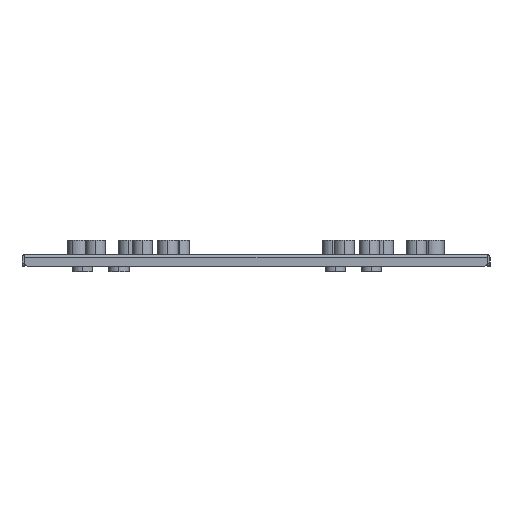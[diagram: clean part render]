
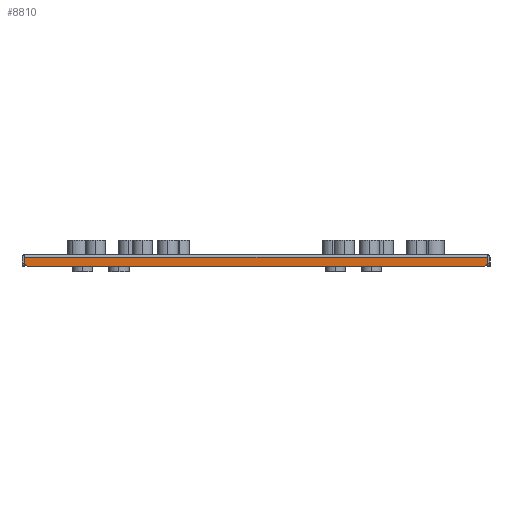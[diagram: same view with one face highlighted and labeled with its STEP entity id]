
A CAD part, left-side view. The second image highlights one B-rep face of the part: STEP entity #8810.
In plain terms, the highlighted planar face has unit normal (-1, 0, 0).
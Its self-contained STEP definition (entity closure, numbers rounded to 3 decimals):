
#65 = AXIS2_PLACEMENT_3D ( 'NONE', #15285, #3744, #12320 ) ;
#259 = CARTESIAN_POINT ( 'NONE',  ( -135., 80., 2.5 ) ) ;
#373 = CIRCLE ( 'NONE', #65, 1. ) ;
#500 = LINE ( 'NONE', #12417, #13142 ) ;
#1250 = CARTESIAN_POINT ( 'NONE',  ( -135., 80., 1.5 ) ) ;
#1254 = ORIENTED_EDGE ( 'NONE', *, *, #9368, .F. ) ;
#2008 = CARTESIAN_POINT ( 'NONE',  ( -135., -80., 2.5 ) ) ;
#2952 = EDGE_CURVE ( 'NONE', #7324, #4260, #9462, .T. ) ;
#3126 = AXIS2_PLACEMENT_3D ( 'NONE', #17564, #5869, #11652 ) ;
#3135 = CARTESIAN_POINT ( 'NONE',  ( -135., 80., 2.5 ) ) ;
#3473 = ORIENTED_EDGE ( 'NONE', *, *, #8291, .T. ) ;
#3744 = DIRECTION ( 'NONE',  ( -1., 0., 0. ) ) ;
#3775 = CARTESIAN_POINT ( 'NONE',  ( -135., 80., 4.5 ) ) ;
#4191 = ORIENTED_EDGE ( 'NONE', *, *, #10620, .T. ) ;
#4260 = VERTEX_POINT ( 'NONE', #7029 ) ;
#4906 = DIRECTION ( 'NONE',  ( 0., -1., 0. ) ) ;
#5654 = DIRECTION ( 'NONE',  ( 0., 0., 1. ) ) ;
#5869 = DIRECTION ( 'NONE',  ( -1., 0., 0. ) ) ;
#6674 = VERTEX_POINT ( 'NONE', #3135 ) ;
#6806 = CIRCLE ( 'NONE', #3126, 1. ) ;
#7029 = CARTESIAN_POINT ( 'NONE',  ( -135., -80., 4.5 ) ) ;
#7302 = VERTEX_POINT ( 'NONE', #3775 ) ;
#7324 = VERTEX_POINT ( 'NONE', #9876 ) ;
#7492 = EDGE_CURVE ( 'NONE', #7302, #4260, #500, .T. ) ;
#7518 = EDGE_CURVE ( 'NONE', #12529, #7324, #373, .T. ) ;
#7853 = DIRECTION ( 'NONE',  ( 0., 0., 1. ) ) ;
#8130 = LINE ( 'NONE', #13918, #12367 ) ;
#8291 = EDGE_CURVE ( 'NONE', #6674, #18830, #6806, .T. ) ;
#8495 = CARTESIAN_POINT ( 'NONE',  ( -135., 79., 1.5 ) ) ;
#8802 = PLANE ( 'NONE',  #13845 ) ;
#8810 = ADVANCED_FACE ( 'NONE', ( #16021 ), #8802, .T. ) ;
#9368 = EDGE_CURVE ( 'NONE', #6674, #7302, #16185, .T. ) ;
#9462 = LINE ( 'NONE', #2008, #9683 ) ;
#9683 = VECTOR ( 'NONE', #7853, 1000. ) ;
#9876 = CARTESIAN_POINT ( 'NONE',  ( -135., -80., 2.5 ) ) ;
#10375 = DIRECTION ( 'NONE',  ( 0., 0., 1. ) ) ;
#10620 = EDGE_CURVE ( 'NONE', #18830, #12529, #8130, .T. ) ;
#11116 = VECTOR ( 'NONE', #10375, 1000. ) ;
#11652 = DIRECTION ( 'NONE',  ( 0., 1., 0. ) ) ;
#12320 = DIRECTION ( 'NONE',  ( 0., 0., -1. ) ) ;
#12367 = VECTOR ( 'NONE', #13821, 1000. ) ;
#12417 = CARTESIAN_POINT ( 'NONE',  ( -135., 80., 4.5 ) ) ;
#12529 = VERTEX_POINT ( 'NONE', #15386 ) ;
#13142 = VECTOR ( 'NONE', #4906, 1000. ) ;
#13821 = DIRECTION ( 'NONE',  ( 0., -1., 0. ) ) ;
#13845 = AXIS2_PLACEMENT_3D ( 'NONE', #1250, #18695, #5654 ) ;
#13918 = CARTESIAN_POINT ( 'NONE',  ( -135., 79., 1.5 ) ) ;
#14344 = ORIENTED_EDGE ( 'NONE', *, *, #7492, .F. ) ;
#15073 = ORIENTED_EDGE ( 'NONE', *, *, #7518, .T. ) ;
#15285 = CARTESIAN_POINT ( 'NONE',  ( -135., -79., 2.5 ) ) ;
#15386 = CARTESIAN_POINT ( 'NONE',  ( -135., -79., 1.5 ) ) ;
#16021 = FACE_OUTER_BOUND ( 'NONE', #18148, .T. ) ;
#16185 = LINE ( 'NONE', #259, #11116 ) ;
#17564 = CARTESIAN_POINT ( 'NONE',  ( -135., 79., 2.5 ) ) ;
#17658 = ORIENTED_EDGE ( 'NONE', *, *, #2952, .T. ) ;
#18148 = EDGE_LOOP ( 'NONE', ( #4191, #15073, #17658, #14344, #1254, #3473 ) ) ;
#18695 = DIRECTION ( 'NONE',  ( -1., 0., 0. ) ) ;
#18830 = VERTEX_POINT ( 'NONE', #8495 ) ;
